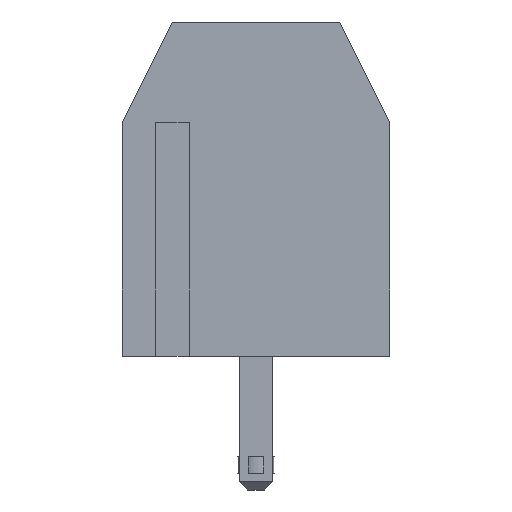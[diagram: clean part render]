
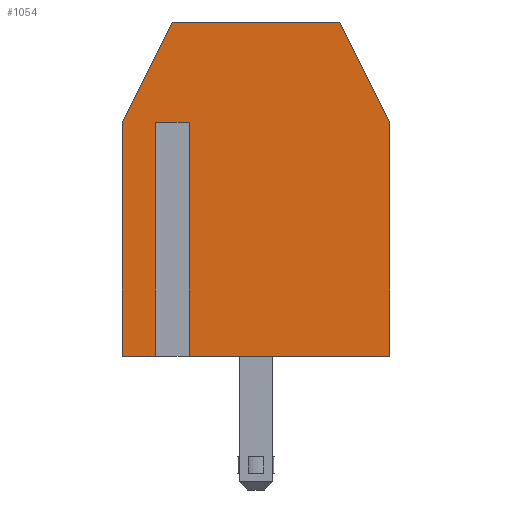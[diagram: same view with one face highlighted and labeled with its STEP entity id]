
A CAD part, front view. The second image highlights one B-rep face of the part: STEP entity #1054.
In plain terms, the highlighted planar face has unit normal (0, -1, 0).
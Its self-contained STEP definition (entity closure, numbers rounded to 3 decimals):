
#97=FACE_OUTER_BOUND('',#163,.T.);
#163=EDGE_LOOP('',(#900,#901,#902,#903,#904,#905,#906,#907,#908,#909));
#269=LINE('',#1656,#391);
#273=LINE('',#1664,#395);
#276=LINE('',#1670,#398);
#279=LINE('',#1676,#401);
#282=LINE('',#1681,#404);
#284=LINE('',#1686,#406);
#287=LINE('',#1692,#409);
#290=LINE('',#1698,#412);
#293=LINE('',#1704,#415);
#296=LINE('',#1709,#418);
#391=VECTOR('',#1375,10.);
#395=VECTOR('',#1379,10.);
#398=VECTOR('',#1384,10.);
#401=VECTOR('',#1389,10.);
#404=VECTOR('',#1394,10.);
#406=VECTOR('',#1400,10.);
#409=VECTOR('',#1405,10.);
#412=VECTOR('',#1410,10.);
#415=VECTOR('',#1415,10.);
#418=VECTOR('',#1420,10.);
#489=VERTEX_POINT('',#1653);
#490=VERTEX_POINT('',#1655);
#493=VERTEX_POINT('',#1661);
#494=VERTEX_POINT('',#1663);
#496=VERTEX_POINT('',#1669);
#498=VERTEX_POINT('',#1675);
#500=VERTEX_POINT('',#1685);
#502=VERTEX_POINT('',#1691);
#504=VERTEX_POINT('',#1697);
#506=VERTEX_POINT('',#1703);
#613=EDGE_CURVE('',#489,#490,#269,.T.);
#617=EDGE_CURVE('',#493,#494,#273,.T.);
#620=EDGE_CURVE('',#493,#496,#276,.T.);
#623=EDGE_CURVE('',#496,#498,#279,.T.);
#626=EDGE_CURVE('',#498,#490,#282,.T.);
#628=EDGE_CURVE('',#500,#489,#284,.T.);
#631=EDGE_CURVE('',#502,#500,#287,.T.);
#634=EDGE_CURVE('',#504,#502,#290,.T.);
#637=EDGE_CURVE('',#506,#504,#293,.T.);
#640=EDGE_CURVE('',#494,#506,#296,.T.);
#900=ORIENTED_EDGE('',*,*,#626,.T.);
#901=ORIENTED_EDGE('',*,*,#613,.F.);
#902=ORIENTED_EDGE('',*,*,#628,.F.);
#903=ORIENTED_EDGE('',*,*,#631,.F.);
#904=ORIENTED_EDGE('',*,*,#634,.F.);
#905=ORIENTED_EDGE('',*,*,#637,.F.);
#906=ORIENTED_EDGE('',*,*,#640,.F.);
#907=ORIENTED_EDGE('',*,*,#617,.F.);
#908=ORIENTED_EDGE('',*,*,#620,.T.);
#909=ORIENTED_EDGE('',*,*,#623,.T.);
#960=PLANE('',#1158);
#1054=ADVANCED_FACE('',(#97),#960,.T.);
#1158=AXIS2_PLACEMENT_3D('',#1712,#1424,#1425);
#1375=DIRECTION('',(-1.,0.,0.));
#1379=DIRECTION('',(-1.,0.,0.));
#1384=DIRECTION('',(0.,0.,1.));
#1389=DIRECTION('',(1.,0.,0.));
#1394=DIRECTION('',(0.,0.,-1.));
#1400=DIRECTION('',(0.,0.,-1.));
#1405=DIRECTION('',(0.447,0.,-0.894));
#1410=DIRECTION('',(1.,0.,0.));
#1415=DIRECTION('',(0.447,0.,0.894));
#1420=DIRECTION('',(0.,0.,1.));
#1424=DIRECTION('center_axis',(0.,-1.,0.));
#1425=DIRECTION('ref_axis',(0.,0.,-1.));
#1653=CARTESIAN_POINT('',(0.,0.,0.));
#1655=CARTESIAN_POINT('',(-6.,0.,0.));
#1656=CARTESIAN_POINT('',(0.,0.,0.));
#1661=CARTESIAN_POINT('',(-7.,0.,0.));
#1663=CARTESIAN_POINT('',(-8.,0.,0.));
#1664=CARTESIAN_POINT('',(0.,0.,0.));
#1669=CARTESIAN_POINT('',(-7.,0.,7.));
#1670=CARTESIAN_POINT('',(-7.,0.,5.814));
#1675=CARTESIAN_POINT('',(-6.,0.,7.));
#1676=CARTESIAN_POINT('',(-5.,0.,7.));
#1681=CARTESIAN_POINT('',(-6.,0.,2.314));
#1685=CARTESIAN_POINT('',(0.,0.,7.));
#1686=CARTESIAN_POINT('',(0.,0.,7.));
#1691=CARTESIAN_POINT('',(-1.5,0.,10.));
#1692=CARTESIAN_POINT('',(-1.5,0.,10.));
#1697=CARTESIAN_POINT('',(-6.5,0.,10.));
#1698=CARTESIAN_POINT('',(-6.5,0.,10.));
#1703=CARTESIAN_POINT('',(-8.,0.,7.));
#1704=CARTESIAN_POINT('',(-8.,0.,7.));
#1709=CARTESIAN_POINT('',(-8.,0.,0.));
#1712=CARTESIAN_POINT('Origin',(-4.,0.,4.629));
